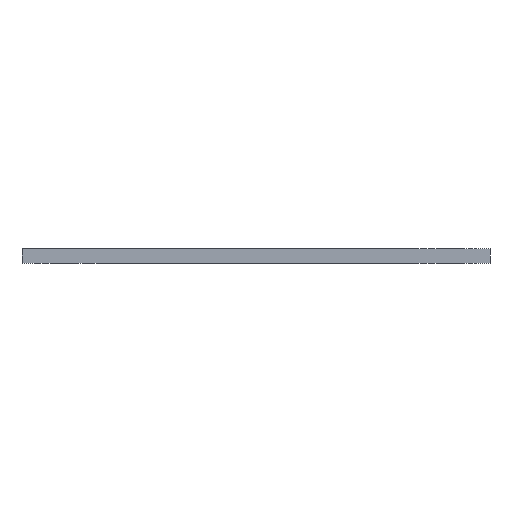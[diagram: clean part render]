
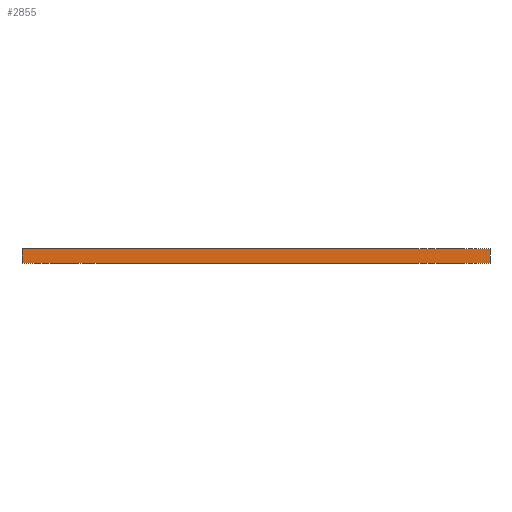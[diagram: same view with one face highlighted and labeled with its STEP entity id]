
A CAD part, left-side view. The second image highlights one B-rep face of the part: STEP entity #2855.
In plain terms, the highlighted planar face has unit normal (-1, 0, 0).
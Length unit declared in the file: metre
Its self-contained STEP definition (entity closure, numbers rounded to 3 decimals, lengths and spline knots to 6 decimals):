
#141=LINE('',#4518,#345);
#183=LINE('',#4877,#387);
#197=LINE('',#4954,#401);
#198=LINE('',#4955,#402);
#345=VECTOR('',#3544,1.);
#387=VECTOR('',#3862,1.);
#401=VECTOR('',#3926,1.);
#402=VECTOR('',#3927,1.);
#831=ORIENTED_EDGE('',*,*,#1653,.F.);
#832=ORIENTED_EDGE('',*,*,#1691,.F.);
#833=ORIENTED_EDGE('',*,*,#1474,.T.);
#834=ORIENTED_EDGE('',*,*,#1692,.T.);
#1474=EDGE_CURVE('',#1904,#1905,#141,.T.);
#1653=EDGE_CURVE('',#2083,#2084,#183,.T.);
#1691=EDGE_CURVE('',#1904,#2083,#197,.T.);
#1692=EDGE_CURVE('',#1905,#2084,#198,.T.);
#1904=VERTEX_POINT('',#4519);
#1905=VERTEX_POINT('',#4520);
#2083=VERTEX_POINT('',#4878);
#2084=VERTEX_POINT('',#4879);
#2415=EDGE_LOOP('',(#831,#832,#833,#834));
#2649=FACE_BOUND('',#2415,.T.);
#2817=PLANE('',#3245);
#2855=ADVANCED_FACE('',(#2649),#2817,.T.);
#3245=AXIS2_PLACEMENT_3D('',#4953,#3924,#3925);
#3544=DIRECTION('',(0.,-1.,0.));
#3862=DIRECTION('',(0.,-1.,0.));
#3924=DIRECTION('',(-1.,0.,0.));
#3925=DIRECTION('',(0.,-1.,0.));
#3926=DIRECTION('',(0.,0.,1.));
#3927=DIRECTION('',(0.,0.,1.));
#4518=CARTESIAN_POINT('',(-0.05,0.,0.0582));
#4519=CARTESIAN_POINT('',(-0.05,0.05,0.0582));
#4520=CARTESIAN_POINT('',(-0.05,-0.05,0.0582));
#4877=CARTESIAN_POINT('',(-0.05,0.,0.0612));
#4878=CARTESIAN_POINT('',(-0.05,0.05,0.0612));
#4879=CARTESIAN_POINT('',(-0.05,-0.05,0.0612));
#4953=CARTESIAN_POINT('',(-0.05,0.,0.0582));
#4954=CARTESIAN_POINT('',(-0.05,0.05,0.0582));
#4955=CARTESIAN_POINT('',(-0.05,-0.05,0.0582));
